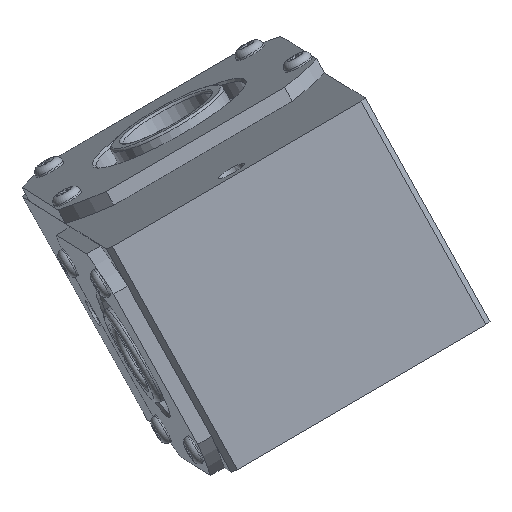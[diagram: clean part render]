
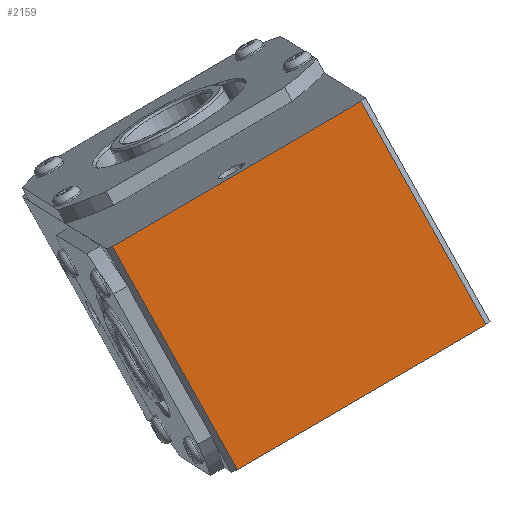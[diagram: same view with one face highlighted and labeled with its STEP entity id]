
A CAD part, front view. The second image highlights one B-rep face of the part: STEP entity #2159.
In plain terms, the highlighted face is planar.
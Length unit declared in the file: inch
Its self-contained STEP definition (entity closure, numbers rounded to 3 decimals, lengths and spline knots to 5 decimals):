
#436=CARTESIAN_POINT('',(-0.95485,3.25441,0.0));
#437=VERTEX_POINT('',#436);
#444=CARTESIAN_POINT('',(-0.95485,0.23241,0.0));
#445=VERTEX_POINT('',#444);
#446=CARTESIAN_POINT('',(-0.95485,3.25441,0.0));
#447=DIRECTION('',(0.0,-1.0,0.0));
#448=VECTOR('',#447,3.022);
#449=LINE('',#446,#448);
#450=EDGE_CURVE('',#437,#445,#449,.T.);
#572=CARTESIAN_POINT('',(2.40515,0.23241,0.0));
#573=VERTEX_POINT('',#572);
#574=CARTESIAN_POINT('',(2.40515,0.23241,0.0));
#575=DIRECTION('',(-1.0,0.0,0.0));
#576=VECTOR('',#575,3.36);
#577=LINE('',#574,#576);
#578=EDGE_CURVE('',#573,#445,#577,.T.);
#694=CARTESIAN_POINT('',(2.40515,3.25441,0.0));
#695=VERTEX_POINT('',#694);
#696=CARTESIAN_POINT('',(2.40515,0.23241,0.0));
#697=DIRECTION('',(0.0,1.0,0.0));
#698=VECTOR('',#697,3.022);
#699=LINE('',#696,#698);
#700=EDGE_CURVE('',#573,#695,#699,.T.);
#2086=CARTESIAN_POINT('',(-0.95485,3.25441,0.0));
#2087=DIRECTION('',(1.0,0.0,0.0));
#2088=VECTOR('',#2087,3.36);
#2089=LINE('',#2086,#2088);
#2090=EDGE_CURVE('',#437,#695,#2089,.T.);
#2148=CARTESIAN_POINT('',(0.72515,1.74341,0.0));
#2149=DIRECTION('',(0.0,0.0,1.0));
#2150=DIRECTION('',(1.0,0.0,0.0));
#2151=AXIS2_PLACEMENT_3D('',#2148,#2149,#2150);
#2152=PLANE('',#2151);
#2153=ORIENTED_EDGE('',*,*,#450,.F.);
#2154=ORIENTED_EDGE('',*,*,#2090,.T.);
#2155=ORIENTED_EDGE('',*,*,#700,.F.);
#2156=ORIENTED_EDGE('',*,*,#578,.T.);
#2157=EDGE_LOOP('',(#2153,#2154,#2155,#2156));
#2158=FACE_OUTER_BOUND('',#2157,.T.);
#2159=ADVANCED_FACE('',(#2158),#2152,.F.);
